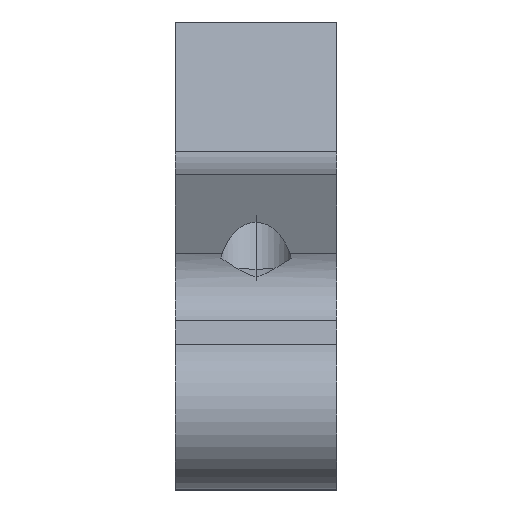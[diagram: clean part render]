
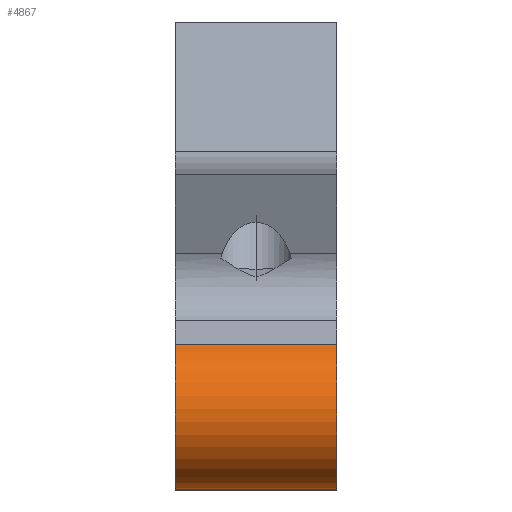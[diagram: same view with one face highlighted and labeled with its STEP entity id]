
A CAD part, front view. The second image highlights one B-rep face of the part: STEP entity #4867.
In plain terms, the highlighted cylindrical face has radius 5.25 mm (diameter 10.5 mm), a partial arc.
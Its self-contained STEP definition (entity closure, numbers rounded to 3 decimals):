
#114=CARTESIAN_POINT('',(-5.5,0.,0.));
#115=DIRECTION('',(1.,0.,0.));
#116=DIRECTION('',(0.,-0.469,0.883));
#117=AXIS2_PLACEMENT_3D('',#114,#115,#116);
#189=CARTESIAN_POINT('',(5.5,0.,0.));
#190=DIRECTION('',(1.,0.,0.));
#191=DIRECTION('',(0.,-0.469,0.883));
#192=AXIS2_PLACEMENT_3D('',#189,#190,#191);
#1333=DIRECTION('',(1.,0.,0.));
#1334=VECTOR('',#1333,11.);
#1335=CARTESIAN_POINT('',(-5.5,-2.465,4.635));
#1336=LINE('',#1335,#1334);
#1337=DIRECTION('',(1.,0.,0.));
#1338=VECTOR('',#1337,11.);
#1339=CARTESIAN_POINT('',(-5.5,2.252,-4.742));
#1340=LINE('',#1339,#1338);
#2968=CARTESIAN_POINT('',(-5.5,-2.465,4.635));
#2969=CARTESIAN_POINT('',(-5.5,2.252,-4.742));
#2970=VERTEX_POINT('',#2968);
#2971=VERTEX_POINT('',#2969);
#3022=CARTESIAN_POINT('',(5.5,-2.465,4.635));
#3023=CARTESIAN_POINT('',(5.5,2.252,-4.742));
#3024=VERTEX_POINT('',#3022);
#3025=VERTEX_POINT('',#3023);
#4855=CARTESIAN_POINT('',(-5.5,0.,0.));
#4856=DIRECTION('',(1.,0.,0.));
#4857=DIRECTION('',(0.,1.,0.));
#4858=AXIS2_PLACEMENT_3D('',#4855,#4856,#4857);
#4859=CYLINDRICAL_SURFACE('',#4858,5.25);
#4860=ORIENTED_EDGE('',*,*,#3909,.F.);
#4861=ORIENTED_EDGE('',*,*,#4850,.T.);
#4862=ORIENTED_EDGE('',*,*,#3985,.T.);
#4864=ORIENTED_EDGE('',*,*,#4863,.F.);
#4865=EDGE_LOOP('',(#4860,#4861,#4862,#4864));
#4866=FACE_OUTER_BOUND('',#4865,.F.);
#4867=ADVANCED_FACE('',(#4866),#4859,.T.);
#118=CIRCLE('',#117,5.25);
#193=CIRCLE('',#192,5.25);
#3909=EDGE_CURVE('',#2970,#2971,#118,.T.);
#3985=EDGE_CURVE('',#3024,#3025,#193,.T.);
#4850=EDGE_CURVE('',#2970,#3024,#1336,.T.);
#4863=EDGE_CURVE('',#2971,#3025,#1340,.T.);
